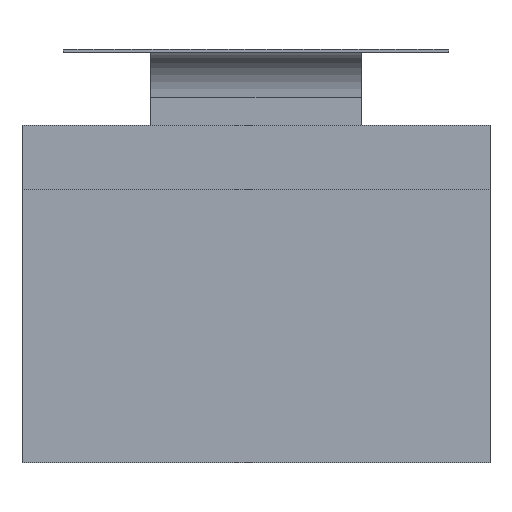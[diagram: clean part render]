
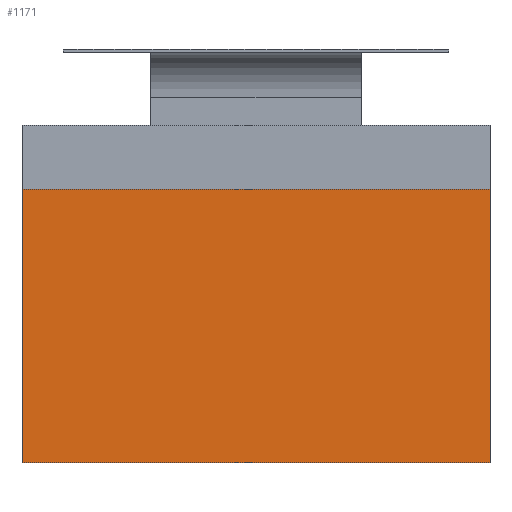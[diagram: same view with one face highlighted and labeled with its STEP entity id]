
A CAD part, front view. The second image highlights one B-rep face of the part: STEP entity #1171.
In plain terms, the highlighted planar face has unit normal (0, -1, 0).
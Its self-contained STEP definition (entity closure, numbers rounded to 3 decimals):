
#136 = VECTOR ( 'NONE', #2653, 1000. ) ;
#251 = VECTOR ( 'NONE', #4326, 1000. ) ;
#344 = CARTESIAN_POINT ( 'NONE',  ( 0., -0.75, -3.66 ) ) ;
#426 = LINE ( 'NONE', #3747, #251 ) ;
#943 = ORIENTED_EDGE ( 'NONE', *, *, #1915, .F. ) ;
#1171 = ADVANCED_FACE ( 'NONE', ( #7344 ), #2438, .F. ) ;
#1865 = DIRECTION ( 'NONE',  ( 0., 1., 0. ) ) ;
#1915 = EDGE_CURVE ( 'NONE', #5413, #4137, #2018, .T. ) ;
#1982 = VECTOR ( 'NONE', #6820, 1000. ) ;
#2018 = LINE ( 'NONE', #3487, #4919 ) ;
#2140 = VERTEX_POINT ( 'NONE', #6766 ) ;
#2438 = PLANE ( 'NONE',  #3932 ) ;
#2606 = EDGE_CURVE ( 'NONE', #2140, #5413, #426, .T. ) ;
#2653 = DIRECTION ( 'NONE',  ( 0., 0., -1. ) ) ;
#2952 = ORIENTED_EDGE ( 'NONE', *, *, #6956, .F. ) ;
#3487 = CARTESIAN_POINT ( 'NONE',  ( -26.7, -0.75, -3.66 ) ) ;
#3722 = LINE ( 'NONE', #4457, #1982 ) ;
#3747 = CARTESIAN_POINT ( 'NONE',  ( -26.7, -0.75, -19.26 ) ) ;
#3889 = EDGE_LOOP ( 'NONE', ( #6052, #2952, #6089, #943 ) ) ;
#3932 = AXIS2_PLACEMENT_3D ( 'NONE', #5361, #1865, #5959 ) ;
#4073 = DIRECTION ( 'NONE',  ( 0., 0., 1. ) ) ;
#4137 = VERTEX_POINT ( 'NONE', #5632 ) ;
#4239 = CARTESIAN_POINT ( 'NONE',  ( -26.7, -0.75, -19.26 ) ) ;
#4326 = DIRECTION ( 'NONE',  ( -1., 0., 0. ) ) ;
#4357 = VERTEX_POINT ( 'NONE', #5254 ) ;
#4457 = CARTESIAN_POINT ( 'NONE',  ( -26.7, -0.75, -3.66 ) ) ;
#4919 = VECTOR ( 'NONE', #4073, 1000. ) ;
#5254 = CARTESIAN_POINT ( 'NONE',  ( 0., -0.75, -3.66 ) ) ;
#5361 = CARTESIAN_POINT ( 'NONE',  ( -26.7, -0.75, -3.66 ) ) ;
#5413 = VERTEX_POINT ( 'NONE', #4239 ) ;
#5515 = EDGE_CURVE ( 'NONE', #4137, #4357, #3722, .T. ) ;
#5632 = CARTESIAN_POINT ( 'NONE',  ( -26.7, -0.75, -3.66 ) ) ;
#5959 = DIRECTION ( 'NONE',  ( 0., 0., 1. ) ) ;
#6052 = ORIENTED_EDGE ( 'NONE', *, *, #2606, .F. ) ;
#6089 = ORIENTED_EDGE ( 'NONE', *, *, #5515, .F. ) ;
#6136 = LINE ( 'NONE', #344, #136 ) ;
#6766 = CARTESIAN_POINT ( 'NONE',  ( 0., -0.75, -19.26 ) ) ;
#6820 = DIRECTION ( 'NONE',  ( 1., 0., 0. ) ) ;
#6956 = EDGE_CURVE ( 'NONE', #4357, #2140, #6136, .T. ) ;
#7344 = FACE_OUTER_BOUND ( 'NONE', #3889, .T. ) ;
